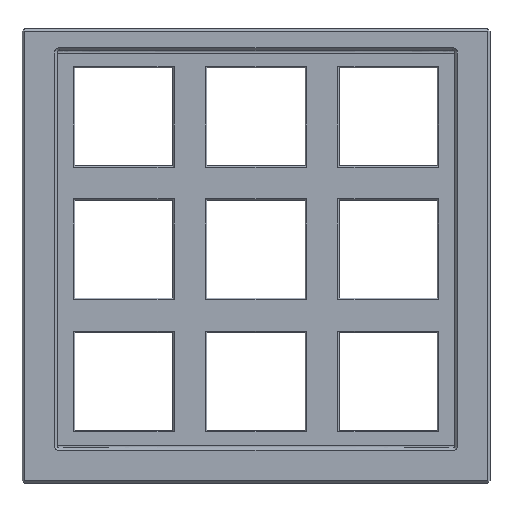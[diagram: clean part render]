
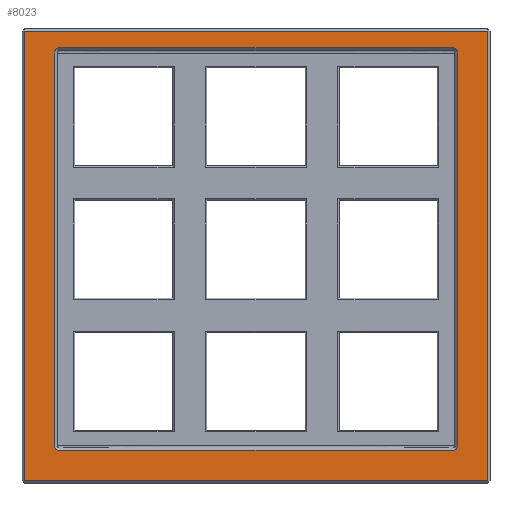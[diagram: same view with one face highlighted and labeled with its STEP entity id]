
A CAD part, top view. The second image highlights one B-rep face of the part: STEP entity #8023.
In plain terms, the highlighted planar face has unit normal (0, 0, 1).
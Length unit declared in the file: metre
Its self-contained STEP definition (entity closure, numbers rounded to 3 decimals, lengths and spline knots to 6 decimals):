
#286=B_SPLINE_CURVE_WITH_KNOTS('',3,(#17187,#17188,#17189,#17190,#17191,
#17192,#17193),.UNSPECIFIED.,.F.,.F.,(4,1,1,1,4),(0.,0.25,0.5,0.75,1.),
 .UNSPECIFIED.);
#287=B_SPLINE_CURVE_WITH_KNOTS('',3,(#17198,#17199,#17200,#17201,#17202,
#17203,#17204),.UNSPECIFIED.,.F.,.F.,(4,1,1,1,4),(0.,0.25,0.5,0.75,1.),
 .UNSPECIFIED.);
#288=B_SPLINE_CURVE_WITH_KNOTS('',3,(#17208,#17209,#17210,#17211,#17212,
#17213,#17214),.UNSPECIFIED.,.F.,.F.,(4,1,1,1,4),(0.,0.25,0.5,0.75,1.),
 .UNSPECIFIED.);
#289=B_SPLINE_CURVE_WITH_KNOTS('',3,(#17218,#17219,#17220,#17221,#17222,
#17223,#17224),.UNSPECIFIED.,.F.,.F.,(4,1,1,1,4),(0.,0.25,0.5,0.75,1.),
 .UNSPECIFIED.);
#1903=ORIENTED_EDGE('',*,*,#3647,.T.);
#1904=ORIENTED_EDGE('',*,*,#3648,.T.);
#1905=ORIENTED_EDGE('',*,*,#3649,.T.);
#1906=ORIENTED_EDGE('',*,*,#3650,.T.);
#1907=ORIENTED_EDGE('',*,*,#3651,.T.);
#1908=ORIENTED_EDGE('',*,*,#3652,.T.);
#1909=ORIENTED_EDGE('',*,*,#3653,.T.);
#1910=ORIENTED_EDGE('',*,*,#3654,.T.);
#1911=ORIENTED_EDGE('',*,*,#3655,.T.);
#1912=ORIENTED_EDGE('',*,*,#3656,.T.);
#1913=ORIENTED_EDGE('',*,*,#3657,.T.);
#1914=ORIENTED_EDGE('',*,*,#3658,.T.);
#3647=EDGE_CURVE('',#4554,#4555,#286,.T.);
#3648=EDGE_CURVE('',#4555,#4556,#5321,.T.);
#3649=EDGE_CURVE('',#4556,#4557,#287,.T.);
#3650=EDGE_CURVE('',#4557,#4558,#5322,.T.);
#3651=EDGE_CURVE('',#4558,#4559,#288,.T.);
#3652=EDGE_CURVE('',#4559,#4560,#5323,.T.);
#3653=EDGE_CURVE('',#4560,#4561,#289,.T.);
#3654=EDGE_CURVE('',#4561,#4554,#5324,.T.);
#3655=EDGE_CURVE('',#4562,#4563,#5325,.T.);
#3656=EDGE_CURVE('',#4563,#4564,#5326,.T.);
#3657=EDGE_CURVE('',#4564,#4565,#5327,.T.);
#3658=EDGE_CURVE('',#4565,#4562,#5328,.T.);
#4554=VERTEX_POINT('',#17194);
#4555=VERTEX_POINT('',#17195);
#4556=VERTEX_POINT('',#17197);
#4557=VERTEX_POINT('',#17205);
#4558=VERTEX_POINT('',#17207);
#4559=VERTEX_POINT('',#17215);
#4560=VERTEX_POINT('',#17217);
#4561=VERTEX_POINT('',#17225);
#4562=VERTEX_POINT('',#17228);
#4563=VERTEX_POINT('',#17229);
#4564=VERTEX_POINT('',#17231);
#4565=VERTEX_POINT('',#17233);
#5321=LINE('',#17196,#6198);
#5322=LINE('',#17206,#6199);
#5323=LINE('',#17216,#6200);
#5324=LINE('',#17226,#6201);
#5325=LINE('',#17227,#6202);
#5326=LINE('',#17230,#6203);
#5327=LINE('',#17232,#6204);
#5328=LINE('',#17234,#6205);
#6198=VECTOR('',#9875,1.);
#6199=VECTOR('',#9876,1.);
#6200=VECTOR('',#9877,1.);
#6201=VECTOR('',#9878,1.);
#6202=VECTOR('',#9879,1.);
#6203=VECTOR('',#9880,1.);
#6204=VECTOR('',#9881,1.);
#6205=VECTOR('',#9882,1.);
#6636=EDGE_LOOP('',(#1903,#1904,#1905,#1906,#1907,#1908,#1909,#1910));
#6637=EDGE_LOOP('',(#1911,#1912,#1913,#1914));
#7150=FACE_BOUND('',#6636,.T.);
#7151=FACE_BOUND('',#6637,.T.);
#7592=PLANE('',#8477);
#8023=ADVANCED_FACE('',(#7150,#7151),#7592,.T.);
#8477=AXIS2_PLACEMENT_3D('',#17186,#9873,#9874);
#9873=DIRECTION('',(0.,0.,1.));
#9874=DIRECTION('',(1.,0.,0.));
#9875=DIRECTION('',(0.,1.,0.));
#9876=DIRECTION('',(1.,0.,0.));
#9877=DIRECTION('',(0.,-1.,0.));
#9878=DIRECTION('',(-1.,0.,0.));
#9879=DIRECTION('',(0.,-1.,0.));
#9880=DIRECTION('',(1.,0.,0.));
#9881=DIRECTION('',(0.,1.,0.));
#9882=DIRECTION('',(-1.,0.,0.));
#17186=CARTESIAN_POINT('',(0.02605,0.011075,0.0035));
#17187=CARTESIAN_POINT('',(-0.002185,-0.016935,0.0035));
#17188=CARTESIAN_POINT('',(-0.002311,-0.016938,0.0035));
#17189=CARTESIAN_POINT('',(-0.002489,-0.01694,0.0035));
#17190=CARTESIAN_POINT('',(-0.00281,-0.016782,0.0035));
#17191=CARTESIAN_POINT('',(-0.002909,-0.016564,0.0035));
#17192=CARTESIAN_POINT('',(-0.002938,-0.016324,0.0035));
#17193=CARTESIAN_POINT('',(-0.002935,-0.016185,0.0035));
#17194=CARTESIAN_POINT('',(-0.002185,-0.016935,0.0035));
#17195=CARTESIAN_POINT('',(-0.002935,-0.016185,0.0035));
#17196=CARTESIAN_POINT('',(-0.002935,0.040285,0.0035));
#17197=CARTESIAN_POINT('',(-0.002935,0.040285,0.0035));
#17198=CARTESIAN_POINT('',(-0.002935,0.040285,0.0035));
#17199=CARTESIAN_POINT('',(-0.002938,0.040411,0.0035));
#17200=CARTESIAN_POINT('',(-0.00294,0.040589,0.0035));
#17201=CARTESIAN_POINT('',(-0.002782,0.04091,0.0035));
#17202=CARTESIAN_POINT('',(-0.002564,0.041009,0.0035));
#17203=CARTESIAN_POINT('',(-0.002324,0.041038,0.0035));
#17204=CARTESIAN_POINT('',(-0.002185,0.041035,0.0035));
#17205=CARTESIAN_POINT('',(-0.002185,0.041035,0.0035));
#17206=CARTESIAN_POINT('',(0.02605,0.041035,0.0035));
#17207=CARTESIAN_POINT('',(0.054285,0.041035,0.0035));
#17208=CARTESIAN_POINT('',(0.054285,0.041035,0.0035));
#17209=CARTESIAN_POINT('',(0.054411,0.041038,0.0035));
#17210=CARTESIAN_POINT('',(0.054589,0.04104,0.0035));
#17211=CARTESIAN_POINT('',(0.05491,0.040882,0.0035));
#17212=CARTESIAN_POINT('',(0.055009,0.040664,0.0035));
#17213=CARTESIAN_POINT('',(0.055038,0.040424,0.0035));
#17214=CARTESIAN_POINT('',(0.055035,0.040285,0.0035));
#17215=CARTESIAN_POINT('',(0.055035,0.040285,0.0035));
#17216=CARTESIAN_POINT('',(0.055035,-0.016185,0.0035));
#17217=CARTESIAN_POINT('',(0.055035,-0.016185,0.0035));
#17218=CARTESIAN_POINT('',(0.055035,-0.016185,0.0035));
#17219=CARTESIAN_POINT('',(0.055038,-0.016311,0.0035));
#17220=CARTESIAN_POINT('',(0.05504,-0.016489,0.0035));
#17221=CARTESIAN_POINT('',(0.054882,-0.01681,0.0035));
#17222=CARTESIAN_POINT('',(0.054664,-0.016909,0.0035));
#17223=CARTESIAN_POINT('',(0.054424,-0.016938,0.0035));
#17224=CARTESIAN_POINT('',(0.054285,-0.016935,0.0035));
#17225=CARTESIAN_POINT('',(0.054285,-0.016935,0.0035));
#17226=CARTESIAN_POINT('',(0.02605,-0.016935,0.0035));
#17227=CARTESIAN_POINT('',(-0.0073,-0.02165,0.0035));
#17228=CARTESIAN_POINT('',(-0.0073,0.04345,0.0035));
#17229=CARTESIAN_POINT('',(-0.0073,-0.0213,0.0035));
#17230=CARTESIAN_POINT('',(0.05975,-0.0213,0.0035));
#17231=CARTESIAN_POINT('',(0.0594,-0.0213,0.0035));
#17232=CARTESIAN_POINT('',(0.0594,0.011075,0.0035));
#17233=CARTESIAN_POINT('',(0.0594,0.04345,0.0035));
#17234=CARTESIAN_POINT('',(0.02605,0.04345,0.0035));
